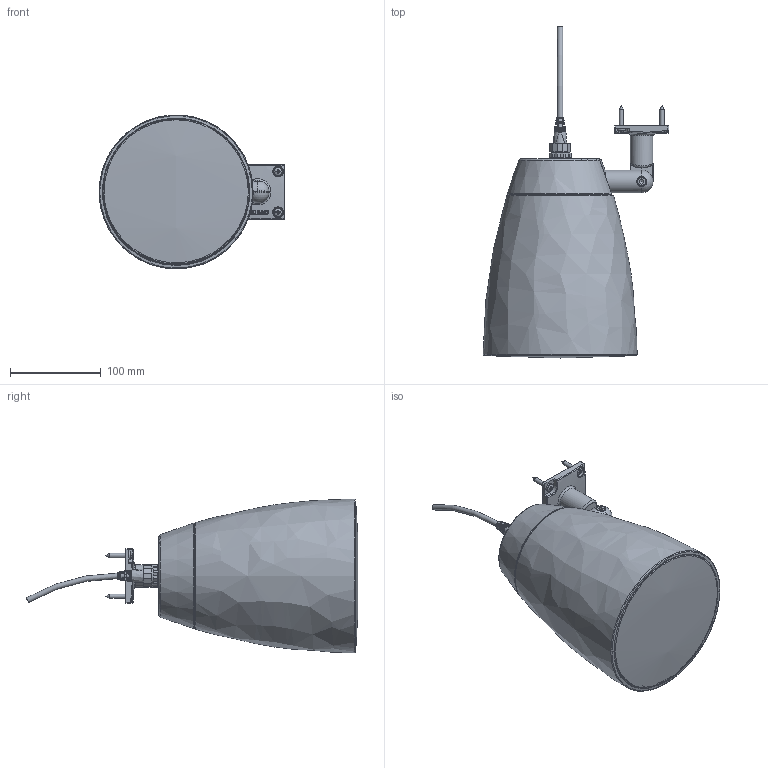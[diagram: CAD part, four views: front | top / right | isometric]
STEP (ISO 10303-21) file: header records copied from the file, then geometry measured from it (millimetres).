
FILE_DESCRIPTION(/* description */ (''),/* implementation_level */ '2;1');
FILE_NAME(/* name */ 'AUDAC - ALTI4M.stp',/* time_stamp */ '2021-02-23T10:21:21+01:00',/* author */ ('kamiel'),/* organization */ (''),/* preprocessor_version */ 'ST-DEVELOPER v18.1',/* originating_system */ 'Autodesk Inventor 2021',/* authorisation */ '');
FILE_SCHEMA (('AUTOMOTIVE_DESIGN { 1 0 10303 214 3 1 1 }'));
Length unit declared in the file: millimetre
Products named in the file (1): ALTI4M
Bounding box: 205 x 366.35 x 169.74 mm (x, y, z)
Volume: 3758384.3 mm3; surface area: 241609.2 mm2
Topology: 3 solids, 23 shells, 1429 faces, 3529 edges, 2281 vertices
Faces by surface type: plane 526, bspline 447, cylinder 197, cone 145, torus 96, sphere 18
Full cylindrical faces by diameter (mm): 3.3 x1, 4.8 x4, 4.917 x1, 6 x1, 6.4 x1, 6.6 x4, 6.647 x1, 7.9 x1, 8 x1, 9 x1, 10 x1, 11 x4, 13 x1, 14 x1, 16 x1, 18.5 x1, 19.3 x1, 21.2 x1, 22 x1, 22.8 x2, 24 x1, 25 x4
Entity records: 63858 total; most frequent: CARTESIAN_POINT 30507, ORIENTED_EDGE 7034, DIRECTION 5950, EDGE_CURVE 3517, VERTEX_POINT 2281, AXIS2_PLACEMENT_3D 2250, EDGE_LOOP 1586, LINE 1450
